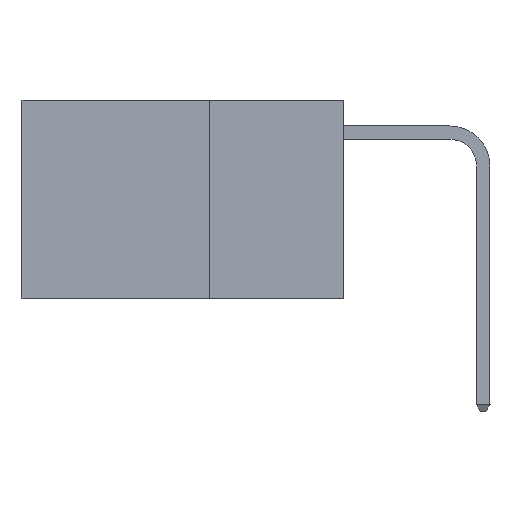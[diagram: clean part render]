
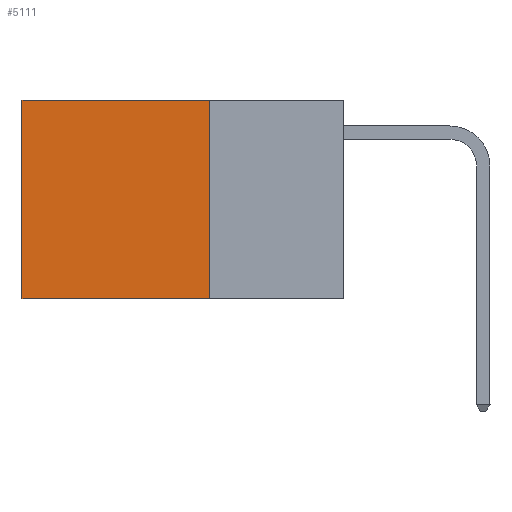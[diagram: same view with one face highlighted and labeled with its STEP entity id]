
A CAD part, left-side view. The second image highlights one B-rep face of the part: STEP entity #5111.
In plain terms, the highlighted planar face has unit normal (-1, 0, 0).
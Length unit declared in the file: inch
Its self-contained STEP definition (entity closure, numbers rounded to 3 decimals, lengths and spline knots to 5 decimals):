
#290 = CARTESIAN_POINT ( 'NONE',  ( 0.2625, 0.6, 0. ) ) ;
#1402 = VECTOR ( 'NONE', #7127, 39.37008 ) ;
#1612 = FACE_OUTER_BOUND ( 'NONE', #11131, .T. ) ;
#1685 = DIRECTION ( 'NONE',  ( 0., 0., -1. ) ) ;
#2078 = CARTESIAN_POINT ( 'NONE',  ( 0.2625, 0.25, 0. ) ) ;
#2163 = VECTOR ( 'NONE', #5392, 39.37008 ) ;
#2820 = PLANE ( 'NONE',  #9618 ) ;
#3355 = LINE ( 'NONE', #13925, #1402 ) ;
#3443 = ORIENTED_EDGE ( 'NONE', *, *, #5960, .F. ) ;
#3444 = EDGE_CURVE ( 'NONE', #12048, #8978, #10446, .T. ) ;
#3706 = VECTOR ( 'NONE', #12792, 39.37008 ) ;
#4656 = EDGE_CURVE ( 'NONE', #13994, #8978, #3355, .T. ) ;
#5111 = ADVANCED_FACE ( 'NONE', ( #1612 ), #2820, .F. ) ;
#5212 = VECTOR ( 'NONE', #11580, 39.37008 ) ;
#5392 = DIRECTION ( 'NONE',  ( 0., 0., -1. ) ) ;
#5459 = LINE ( 'NONE', #2078, #2163 ) ;
#5960 = EDGE_CURVE ( 'NONE', #11413, #13994, #5459, .T. ) ;
#6823 = ORIENTED_EDGE ( 'NONE', *, *, #9660, .T. ) ;
#6971 = CARTESIAN_POINT ( 'NONE',  ( 0.2625, 0.6, 0. ) ) ;
#7127 = DIRECTION ( 'NONE',  ( 0., 1., 0. ) ) ;
#7428 = CARTESIAN_POINT ( 'NONE',  ( 0.2625, 0.25, 0. ) ) ;
#8978 = VERTEX_POINT ( 'NONE', #13279 ) ;
#9473 = CARTESIAN_POINT ( 'NONE',  ( 0.2625, 0.25, 0. ) ) ;
#9618 = AXIS2_PLACEMENT_3D ( 'NONE', #7428, #12033, #1685 ) ;
#9660 = EDGE_CURVE ( 'NONE', #11413, #12048, #10525, .T. ) ;
#10208 = CARTESIAN_POINT ( 'NONE',  ( 0.2625, 0.25, 0. ) ) ;
#10350 = ORIENTED_EDGE ( 'NONE', *, *, #4656, .F. ) ;
#10446 = LINE ( 'NONE', #6971, #5212 ) ;
#10525 = LINE ( 'NONE', #9473, #3706 ) ;
#10775 = CARTESIAN_POINT ( 'NONE',  ( 0.2625, 0.25, -0.37 ) ) ;
#11131 = EDGE_LOOP ( 'NONE', ( #14059, #10350, #3443, #6823 ) ) ;
#11413 = VERTEX_POINT ( 'NONE', #10208 ) ;
#11580 = DIRECTION ( 'NONE',  ( 0., 0., -1. ) ) ;
#12033 = DIRECTION ( 'NONE',  ( 1., 0., 0. ) ) ;
#12048 = VERTEX_POINT ( 'NONE', #290 ) ;
#12792 = DIRECTION ( 'NONE',  ( 0., 1., 0. ) ) ;
#13279 = CARTESIAN_POINT ( 'NONE',  ( 0.2625, 0.6, -0.37 ) ) ;
#13925 = CARTESIAN_POINT ( 'NONE',  ( 0.2625, 0.25, -0.37 ) ) ;
#13994 = VERTEX_POINT ( 'NONE', #10775 ) ;
#14059 = ORIENTED_EDGE ( 'NONE', *, *, #3444, .T. ) ;
